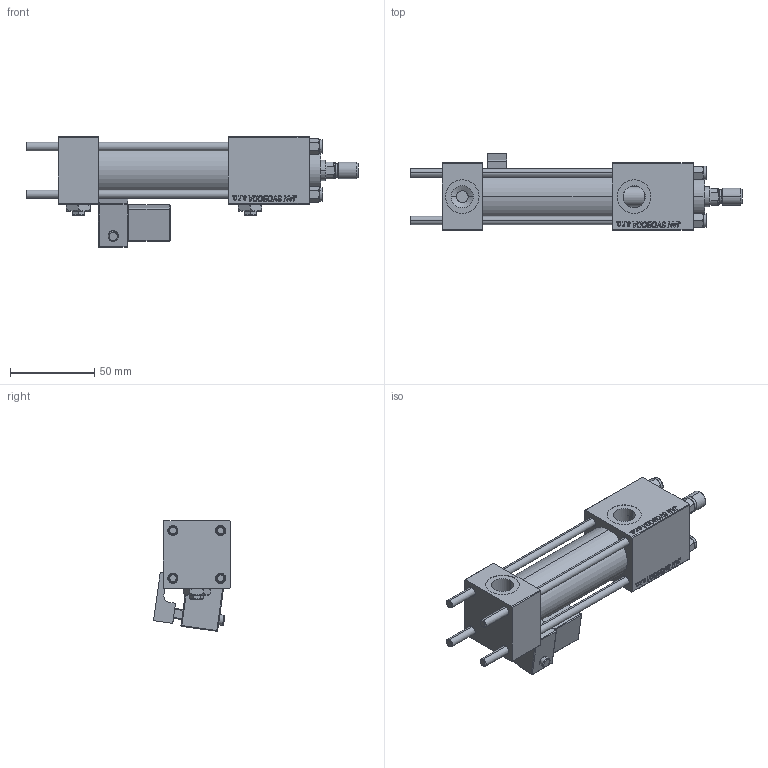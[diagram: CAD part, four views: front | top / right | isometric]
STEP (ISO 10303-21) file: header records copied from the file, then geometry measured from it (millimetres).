
FILE_DESCRIPTION (( 'STEP AP203' ), '1' );
FILE_NAME ('99f1.STEP', '2023-08-23T10:23:15', ( '' ), ( '' ), 'SwSTEP 2.0', 'SolidWorks 2019', '' );
FILE_SCHEMA (( 'CONFIG_CONTROL_DESIGN' ));
Length unit declared in the file: millimetre
Products named in the file (9): NUT_M5 d66b7a6bb7d561b009b22e6265ad7434; ROD_END_AH d66b7a6bb7d561b009b22e6265ad7434; CR025_012_A_0_G_A_G_M_020_+#_##_TYCINKA d66b7a6bb7d561b009b22e6265ad7434; V215CR_BODY_A d66b7a6bb7d561b009b22e6265ad7434; V215CR_VCP d66b7a6bb7d561b009b22e6265ad7434; 99f1; V215CR_MSU d66b7a6bb7d561b009b22e6265ad7434; V215_VC_A d66b7a6bb7d561b009b22e6265ad7434; Zatka_pro_OIL_PORT d66b7a6bb7d561b009b22e6265ad7434
Assembly tree (15 placements, depth 2):
  99f1
    V215CR_BODY_A d66b7a6bb7d561b009b22e6265ad7434
    CR025_012_A_0_G_A_G_M_020_+#_##_TYCINKA d66b7a6bb7d561b009b22e6265ad7434  x4
    NUT_M5 d66b7a6bb7d561b009b22e6265ad7434  x4
    V215CR_VCP d66b7a6bb7d561b009b22e6265ad7434
    V215_VC_A d66b7a6bb7d561b009b22e6265ad7434
    ROD_END_AH d66b7a6bb7d561b009b22e6265ad7434
    V215CR_MSU d66b7a6bb7d561b009b22e6265ad7434
    Zatka_pro_OIL_PORT d66b7a6bb7d561b009b22e6265ad7434  x2
Bounding box: 197 x 45.69 x 65.59 mm (x, y, z)
Volume: 178400.4 mm3; surface area: 75522.5 mm2
Topology: 15 solids, 15 shells, 1325 faces, 3289 edges, 2099 vertices
Faces by surface type: plane 599, bspline 392, cone 182, cylinder 124, torus 16, sphere 12
Entity records: 54506 total; most frequent: CARTESIAN_POINT 28056, ORIENTED_EDGE 5854, DIRECTION 3941, EDGE_CURVE 2927, VERTEX_POINT 1897, VECTOR 1741, LINE 1741, EDGE_LOOP 1302
